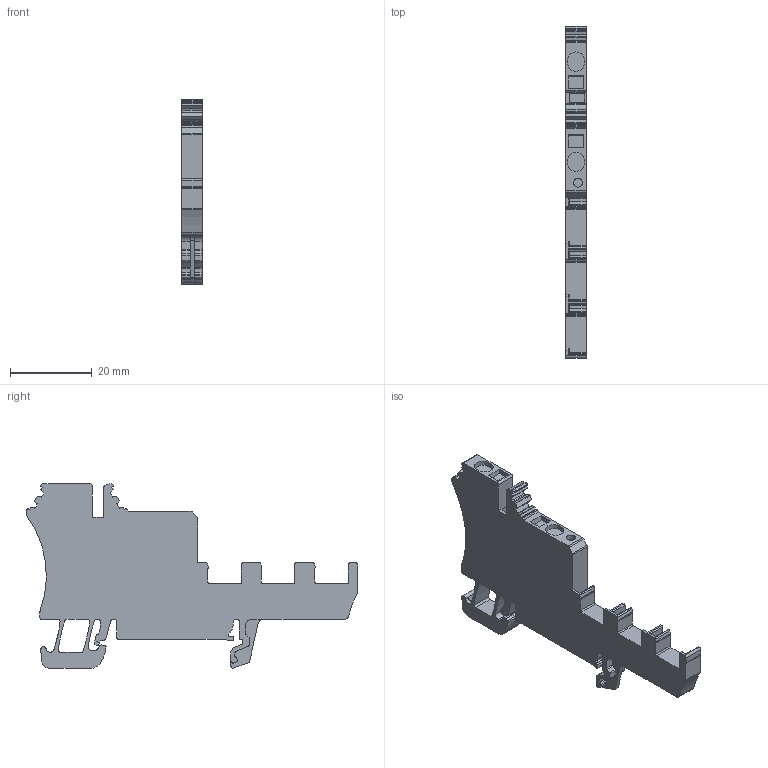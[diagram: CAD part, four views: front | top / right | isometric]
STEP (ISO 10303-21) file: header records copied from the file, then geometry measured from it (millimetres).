
FILE_DESCRIPTION(('CATIA V5R22 STEP214','CAx-IF Rec.Pracs.--- Model Styling and Organization---1.4--- 2014-01-23'),'2;1');
FILE_NAME ('018196-2_0', '2021-04-13T04:53:45+00:00', ('Weidmueller Interface'), ('Weidmueller'), 'CATIA Version 5-6 Release 2016 SP3 HF44', 'CATIA V5 STEP AP214', 'none');
FILE_SCHEMA(('AUTOMOTIVE_DESIGN { 1 0 10303 214 1 1 1 1 }'));
Length unit declared in the file: millimetre
Products named in the file (1): KLTR_ZIA1.5_4L-1S_OZ
Bounding box: 5 x 81.1 x 45.05 mm (x, y, z)
Volume: 8464.5 mm3; surface area: 5952.5 mm2
Topology: 1 solids, 1 shells, 375 faces, 1107 edges, 742 vertices
Faces by surface type: plane 220, cylinder 155
Entity records: 12166 total; most frequent: CARTESIAN_POINT 2263, ORIENTED_EDGE 2214, DIRECTION 1776, EDGE_CURVE 1107, VECTOR 789, LINE 789, VERTEX_POINT 742, AXIS2_PLACEMENT_3D 651
